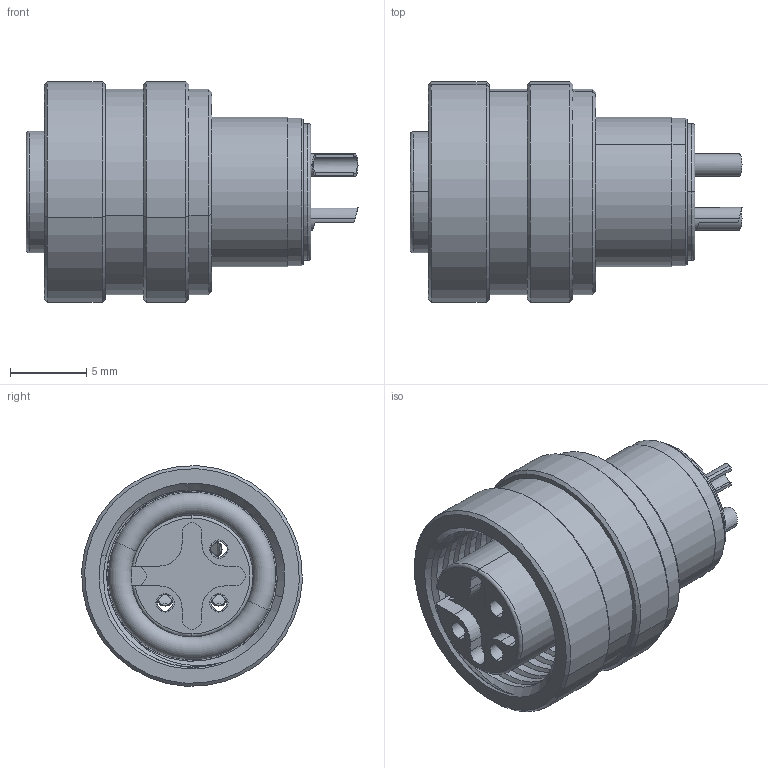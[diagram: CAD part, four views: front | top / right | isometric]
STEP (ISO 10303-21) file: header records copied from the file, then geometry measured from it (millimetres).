
FILE_DESCRIPTION (( 'STEP AP203' ), '1' );
FILE_NAME ('50-00979_revA.STEP', '2020-08-10T16:33:55', ( '' ), ( '' ), 'SwSTEP 2.0', 'SolidWorks 2015', '' );
FILE_SCHEMA (( 'CONFIG_CONTROL_DESIGN' ));
Length unit declared in the file: millimetre
Products named in the file (6): 50-00979_revA; 50-00979-04___; 50-00979-03___; 50-00979-05___; 50-00979-01___; 50-00979-02_For STEP files
Assembly tree (7 placements, depth 2):
  50-00979_revA
    50-00979-01___
    50-00979-02_For STEP files
    50-00979-03___  x3
    50-00979-04___
    50-00979-05___
Bounding box: 21.8 x 14.48 x 14.48 mm (x, y, z)
Volume: 1812.7 mm3; surface area: 3283.5 mm2
Topology: 7 solids, 7 shells, 377 faces, 941 edges, 593 vertices
Faces by surface type: cylinder 141, plane 108, torus 63, cone 45, bspline 20
Entity records: 8167 total; most frequent: CARTESIAN_POINT 2678, DIRECTION 1031, ORIENTED_EDGE 1014, EDGE_CURVE 507, AXIS2_PLACEMENT_3D 418, VERTEX_POINT 321, EDGE_LOOP 232, CIRCLE 209
